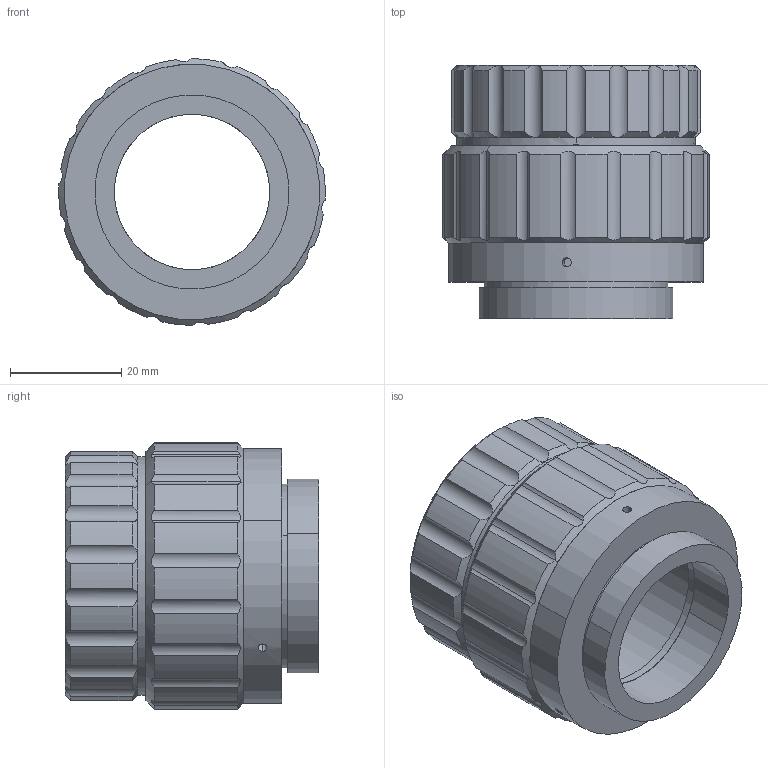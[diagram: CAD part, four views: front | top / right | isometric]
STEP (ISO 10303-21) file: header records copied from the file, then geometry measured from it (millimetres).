
FILE_DESCRIPTION (( 'STEP AP203' ), '1' );
FILE_NAME ('508001.STEP', '2021-06-23T03:36:15', ( '' ), ( '' ), 'SwSTEP 2.0', 'SolidWorks 2020', '' );
FILE_SCHEMA (( 'CONFIG_CONTROL_DESIGN' ));
Length unit declared in the file: millimetre
Products named in the file (1): 508001
Bounding box: 47.99 x 45.6 x 48 mm (x, y, z)
Volume: 32387.1 mm3; surface area: 32974.8 mm2
Topology: 6 solids, 6 shells, 270 faces, 732 edges, 495 vertices
Faces by surface type: cylinder 178, cone 57, plane 35
Entity records: 10506 total; most frequent: CARTESIAN_POINT 3644, ORIENTED_EDGE 1464, DIRECTION 1355, EDGE_CURVE 732, AXIS2_PLACEMENT_3D 552, VERTEX_POINT 495, EDGE_LOOP 325, CIRCLE 281
